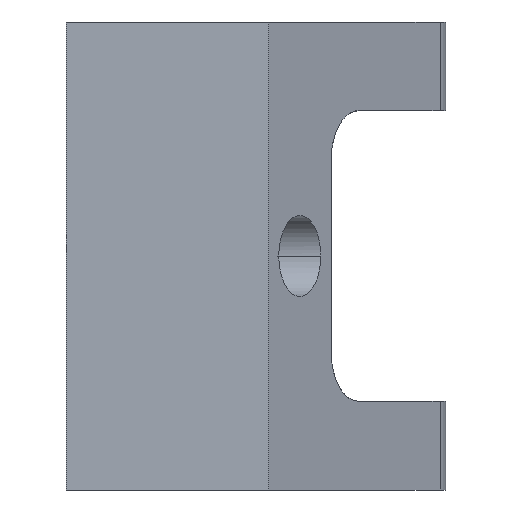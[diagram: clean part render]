
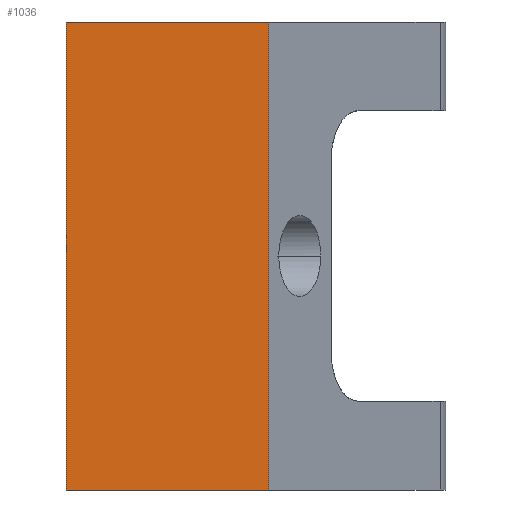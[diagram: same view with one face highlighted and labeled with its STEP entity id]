
A CAD part, front view. The second image highlights one B-rep face of the part: STEP entity #1036.
In plain terms, the highlighted planar face has unit normal (0, -1, 0).
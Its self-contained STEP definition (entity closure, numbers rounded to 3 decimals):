
#85 = ORIENTED_EDGE ( 'NONE', *, *, #548, .F. ) ;
#187 = ORIENTED_EDGE ( 'NONE', *, *, #983, .F. ) ;
#190 = LINE ( 'NONE', #1151, #908 ) ;
#246 = VERTEX_POINT ( 'NONE', #615 ) ;
#264 = LINE ( 'NONE', #561, #703 ) ;
#280 = DIRECTION ( 'NONE',  ( 0., 1., 0. ) ) ;
#303 = VECTOR ( 'NONE', #1176, 1000. ) ;
#317 = DIRECTION ( 'NONE',  ( 0., 0., -1. ) ) ;
#335 = LINE ( 'NONE', #895, #303 ) ;
#390 = CARTESIAN_POINT ( 'NONE',  ( -20., -14., -9.25 ) ) ;
#424 = PLANE ( 'NONE',  #1004 ) ;
#526 = FACE_OUTER_BOUND ( 'NONE', #1119, .T. ) ;
#546 = LINE ( 'NONE', #657, #789 ) ;
#548 = EDGE_CURVE ( 'NONE', #985, #1174, #335, .T. ) ;
#561 = CARTESIAN_POINT ( 'NONE',  ( -12., -14., 5.75 ) ) ;
#600 = DIRECTION ( 'NONE',  ( 1., 0., 0. ) ) ;
#615 = CARTESIAN_POINT ( 'NONE',  ( -20., -14., 9.25 ) ) ;
#648 = DIRECTION ( 'NONE',  ( -1., 0., 0. ) ) ;
#657 = CARTESIAN_POINT ( 'NONE',  ( -20., -14., 4.75 ) ) ;
#672 = ORIENTED_EDGE ( 'NONE', *, *, #1050, .F. ) ;
#703 = VECTOR ( 'NONE', #1124, 1000. ) ;
#789 = VECTOR ( 'NONE', #317, 1000. ) ;
#793 = CARTESIAN_POINT ( 'NONE',  ( -12., -14., -9.25 ) ) ;
#895 = CARTESIAN_POINT ( 'NONE',  ( 0., -14., -9.25 ) ) ;
#908 = VECTOR ( 'NONE', #600, 1000. ) ;
#983 = EDGE_CURVE ( 'NONE', #246, #1175, #190, .T. ) ;
#985 = VERTEX_POINT ( 'NONE', #793 ) ;
#1004 = AXIS2_PLACEMENT_3D ( 'NONE', #1110, #280, #648 ) ;
#1031 = CARTESIAN_POINT ( 'NONE',  ( -12., -14., 9.25 ) ) ;
#1036 = ADVANCED_FACE ( 'NONE', ( #526 ), #424, .F. ) ;
#1050 = EDGE_CURVE ( 'NONE', #1175, #985, #264, .T. ) ;
#1110 = CARTESIAN_POINT ( 'NONE',  ( 20., -14., 4.75 ) ) ;
#1119 = EDGE_LOOP ( 'NONE', ( #672, #187, #1163, #85 ) ) ;
#1124 = DIRECTION ( 'NONE',  ( 0., 0., -1. ) ) ;
#1151 = CARTESIAN_POINT ( 'NONE',  ( 0., -14., 9.25 ) ) ;
#1163 = ORIENTED_EDGE ( 'NONE', *, *, #1179, .T. ) ;
#1174 = VERTEX_POINT ( 'NONE', #390 ) ;
#1175 = VERTEX_POINT ( 'NONE', #1031 ) ;
#1176 = DIRECTION ( 'NONE',  ( -1., 0., 0. ) ) ;
#1179 = EDGE_CURVE ( 'NONE', #246, #1174, #546, .T. ) ;
